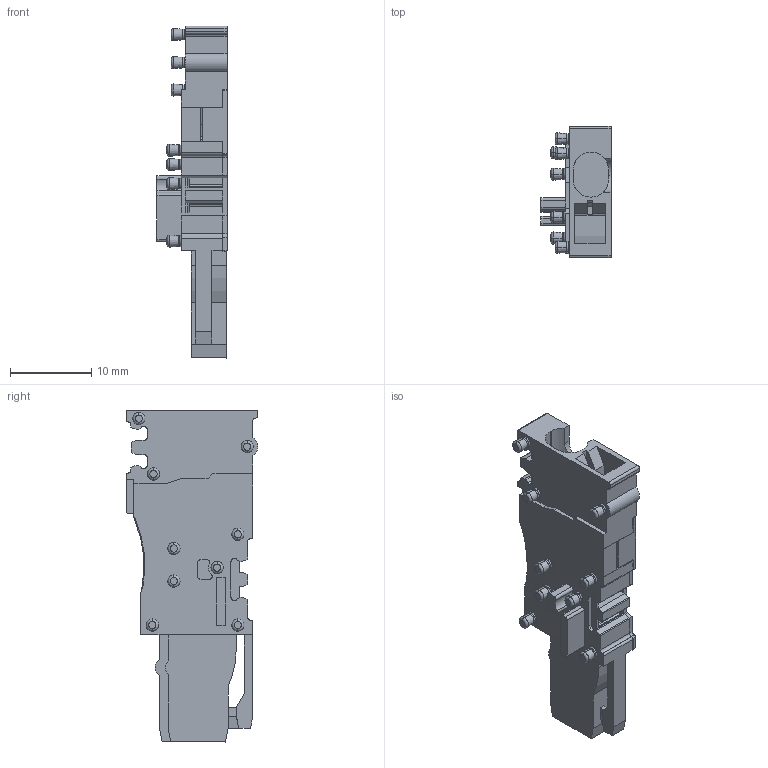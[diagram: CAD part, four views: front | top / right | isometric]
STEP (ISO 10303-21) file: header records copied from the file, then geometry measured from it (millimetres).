
FILE_DESCRIPTION(('CATIA V5 STEP Exchange','CAx-IF Rec.Pracs.--- Model Styling and Organization---1.4--- 2014-01-23'),'2;1');
FILE_NAME ('003120-2_1', '2019-02-21T07:19:58+00:00', ('none'), ('Weidmueller'), 'CATIA Version 5-6 Release 2016 SP3 HF44', 'CATIA V5 STEP AP214', 'none');
FILE_SCHEMA(('AUTOMOTIVE_DESIGN { 1 0 10303 214 1 1 1 1 }'));
Length unit declared in the file: millimetre
Products named in the file (1): 1009070000
Bounding box: 8.6 x 16.15 x 40.75 mm (x, y, z)
Volume: 2238.6 mm3; surface area: 3019 mm2
Topology: 2 solids, 2 shells, 543 faces, 1445 edges, 933 vertices
Faces by surface type: plane 262, cylinder 152, torus 62, cone 58, extrusion 9
Entity records: 17043 total; most frequent: CARTESIAN_POINT 3278, ORIENTED_EDGE 2890, DIRECTION 2448, EDGE_CURVE 1445, AXIS2_PLACEMENT_3D 1012, VERTEX_POINT 933, VECTOR 913, LINE 904
